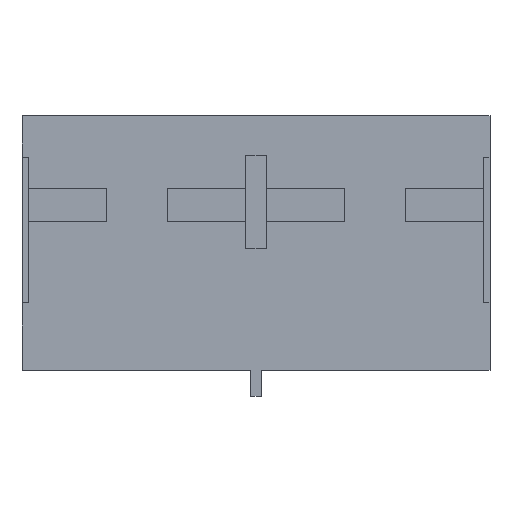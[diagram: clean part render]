
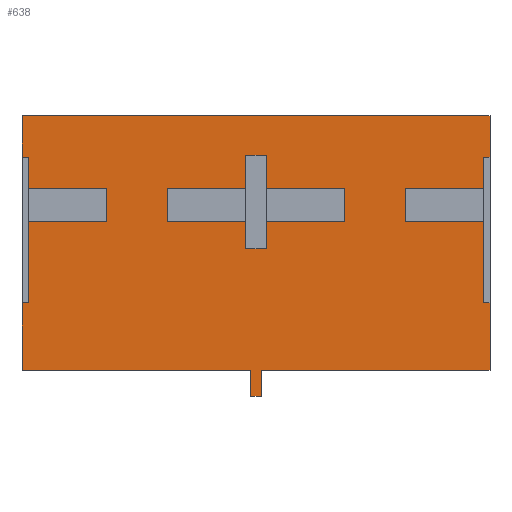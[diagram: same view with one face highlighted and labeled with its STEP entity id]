
A CAD part, front view. The second image highlights one B-rep face of the part: STEP entity #638.
In plain terms, the highlighted planar face has unit normal (0, -1, 0).
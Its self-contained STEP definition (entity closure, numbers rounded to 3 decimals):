
#154=CARTESIAN_POINT('',(85.,-90.0,-70.0));
#155=VERTEX_POINT('',#154);
#156=CARTESIAN_POINT('',(85.,-90.0,-102.0));
#157=VERTEX_POINT('',#156);
#158=CARTESIAN_POINT('',(85.,-90.0,-70.0));
#159=DIRECTION('',(0.0,0.0,-1.0));
#160=VECTOR('',#159,32.0);
#161=LINE('',#158,#160);
#162=EDGE_CURVE('',#155,#157,#161,.T.);
#194=CARTESIAN_POINT('',(10.,-90.0,-102.0));
#195=VERTEX_POINT('',#194);
#196=CARTESIAN_POINT('',(85.,-90.0,-102.));
#197=DIRECTION('',(-1.0,0.0,0.0));
#198=VECTOR('',#197,75.0);
#199=LINE('',#196,#198);
#200=EDGE_CURVE('',#157,#195,#199,.T.);
#225=CARTESIAN_POINT('',(10.,-90.0,-70.0));
#226=VERTEX_POINT('',#225);
#227=CARTESIAN_POINT('',(10.,-90.0,-70.0));
#228=DIRECTION('',(1.0,0.0,0.0));
#229=VECTOR('',#228,75.);
#230=LINE('',#227,#229);
#231=EDGE_CURVE('',#226,#155,#230,.T.);
#273=CARTESIAN_POINT('',(218.5,-90.0,-102.0));
#274=VERTEX_POINT('',#273);
#275=CARTESIAN_POINT('',(143.5,-90.0,-102.0));
#276=VERTEX_POINT('',#275);
#277=CARTESIAN_POINT('',(218.5,-90.0,-102.));
#278=DIRECTION('',(-1.0,0.0,0.0));
#279=VECTOR('',#278,75.);
#280=LINE('',#277,#279);
#281=EDGE_CURVE('',#274,#276,#280,.T.);
#313=CARTESIAN_POINT('',(143.5,-90.0,-70.0));
#314=VERTEX_POINT('',#313);
#315=CARTESIAN_POINT('',(143.5,-90.0,-102.));
#316=DIRECTION('',(0.0,0.0,1.0));
#317=VECTOR('',#316,32.);
#318=LINE('',#315,#317);
#319=EDGE_CURVE('',#276,#314,#318,.T.);
#344=CARTESIAN_POINT('',(218.5,-90.0,-70.0));
#345=VERTEX_POINT('',#344);
#346=CARTESIAN_POINT('',(143.5,-90.0,-70.0));
#347=DIRECTION('',(1.0,0.0,0.0));
#348=VECTOR('',#347,75.);
#349=LINE('',#346,#348);
#350=EDGE_CURVE('',#314,#345,#349,.T.);
#387=CARTESIAN_POINT('',(10.0,-90.0,-245.0));
#388=DIRECTION('',(0.0,-1.0,0.0));
#389=DIRECTION('',(0.0,0.0,-1.0));
#390=AXIS2_PLACEMENT_3D('',#387,#388,#389);
#391=PLANE('',#390);
#392=ORIENTED_EDGE('',*,*,#281,.T.);
#393=ORIENTED_EDGE('',*,*,#319,.T.);
#394=ORIENTED_EDGE('',*,*,#350,.T.);
#395=CARTESIAN_POINT('',(218.5,-90.0,-40.0));
#396=VERTEX_POINT('',#395);
#397=CARTESIAN_POINT('',(218.5,-90.0,-70.0));
#398=DIRECTION('',(0.0,0.0,1.0));
#399=VECTOR('',#398,30.0);
#400=LINE('',#397,#399);
#401=EDGE_CURVE('',#345,#396,#400,.T.);
#402=ORIENTED_EDGE('',*,*,#401,.T.);
#403=CARTESIAN_POINT('',(225.0,-90.0,-40.0));
#404=VERTEX_POINT('',#403);
#405=CARTESIAN_POINT('',(218.5,-90.0,-40.0));
#406=DIRECTION('',(1.0,0.0,0.0));
#407=VECTOR('',#406,6.5);
#408=LINE('',#405,#407);
#409=EDGE_CURVE('',#396,#404,#408,.T.);
#410=ORIENTED_EDGE('',*,*,#409,.T.);
#411=CARTESIAN_POINT('',(225.0,-90.0,0.0));
#412=VERTEX_POINT('',#411);
#413=CARTESIAN_POINT('',(225.0,-90.0,0.0));
#414=DIRECTION('',(0.0,0.0,-1.0));
#415=VECTOR('',#414,40.0);
#416=LINE('',#413,#415);
#417=EDGE_CURVE('',#412,#404,#416,.T.);
#418=ORIENTED_EDGE('',*,*,#417,.F.);
#419=CARTESIAN_POINT('',(-225.0,-90.0,0.0));
#420=VERTEX_POINT('',#419);
#421=CARTESIAN_POINT('',(225.0,-90.0,0.0));
#422=DIRECTION('',(-1.0,0.0,0.0));
#423=VECTOR('',#422,450.0);
#424=LINE('',#421,#423);
#425=EDGE_CURVE('',#412,#420,#424,.T.);
#426=ORIENTED_EDGE('',*,*,#425,.T.);
#427=CARTESIAN_POINT('',(-225.0,-90.0,-40.0));
#428=VERTEX_POINT('',#427);
#429=CARTESIAN_POINT('',(-225.0,-90.0,0.0));
#430=DIRECTION('',(0.0,0.0,-1.0));
#431=VECTOR('',#430,40.0);
#432=LINE('',#429,#431);
#433=EDGE_CURVE('',#420,#428,#432,.T.);
#434=ORIENTED_EDGE('',*,*,#433,.T.);
#435=CARTESIAN_POINT('',(-218.5,-90.0,-40.0));
#436=VERTEX_POINT('',#435);
#437=CARTESIAN_POINT('',(-225.0,-90.0,-40.0));
#438=DIRECTION('',(1.0,0.0,0.0));
#439=VECTOR('',#438,6.5);
#440=LINE('',#437,#439);
#441=EDGE_CURVE('',#428,#436,#440,.T.);
#442=ORIENTED_EDGE('',*,*,#441,.T.);
#443=CARTESIAN_POINT('',(-218.5,-90.0,-70.0));
#444=VERTEX_POINT('',#443);
#445=CARTESIAN_POINT('',(-218.5,-90.0,-40.0));
#446=DIRECTION('',(0.0,0.0,-1.0));
#447=VECTOR('',#446,30.0);
#448=LINE('',#445,#447);
#449=EDGE_CURVE('',#436,#444,#448,.T.);
#450=ORIENTED_EDGE('',*,*,#449,.T.);
#451=CARTESIAN_POINT('',(-143.5,-90.0,-70.0));
#452=VERTEX_POINT('',#451);
#453=CARTESIAN_POINT('',(-218.5,-90.0,-70.0));
#454=DIRECTION('',(1.0,0.0,0.0));
#455=VECTOR('',#454,75.0);
#456=LINE('',#453,#455);
#457=EDGE_CURVE('',#444,#452,#456,.T.);
#458=ORIENTED_EDGE('',*,*,#457,.T.);
#459=CARTESIAN_POINT('',(-143.5,-90.0,-102.0));
#460=VERTEX_POINT('',#459);
#461=CARTESIAN_POINT('',(-143.5,-90.0,-70.0));
#462=DIRECTION('',(0.0,0.0,-1.0));
#463=VECTOR('',#462,32.0);
#464=LINE('',#461,#463);
#465=EDGE_CURVE('',#452,#460,#464,.T.);
#466=ORIENTED_EDGE('',*,*,#465,.T.);
#467=CARTESIAN_POINT('',(-218.5,-90.0,-102.0));
#468=VERTEX_POINT('',#467);
#469=CARTESIAN_POINT('',(-143.5,-90.0,-102.));
#470=DIRECTION('',(-1.0,0.0,0.0));
#471=VECTOR('',#470,75.0);
#472=LINE('',#469,#471);
#473=EDGE_CURVE('',#460,#468,#472,.T.);
#474=ORIENTED_EDGE('',*,*,#473,.T.);
#475=CARTESIAN_POINT('',(-218.5,-90.0,-180.0));
#476=VERTEX_POINT('',#475);
#477=CARTESIAN_POINT('',(-218.5,-90.0,-102.0));
#478=DIRECTION('',(0.0,0.0,-1.0));
#479=VECTOR('',#478,78.0);
#480=LINE('',#477,#479);
#481=EDGE_CURVE('',#468,#476,#480,.T.);
#482=ORIENTED_EDGE('',*,*,#481,.T.);
#483=CARTESIAN_POINT('',(-225.0,-90.0,-180.0));
#484=VERTEX_POINT('',#483);
#485=CARTESIAN_POINT('',(-218.5,-90.0,-180.0));
#486=DIRECTION('',(-1.0,0.0,0.0));
#487=VECTOR('',#486,6.5);
#488=LINE('',#485,#487);
#489=EDGE_CURVE('',#476,#484,#488,.T.);
#490=ORIENTED_EDGE('',*,*,#489,.T.);
#491=CARTESIAN_POINT('',(-225.0,-90.0,-245.0));
#492=VERTEX_POINT('',#491);
#493=CARTESIAN_POINT('',(-225.0,-90.0,-180.0));
#494=DIRECTION('',(0.0,0.0,-1.0));
#495=VECTOR('',#494,65.0);
#496=LINE('',#493,#495);
#497=EDGE_CURVE('',#484,#492,#496,.T.);
#498=ORIENTED_EDGE('',*,*,#497,.T.);
#499=CARTESIAN_POINT('',(-5.0,-90.0,-245.0));
#500=VERTEX_POINT('',#499);
#501=CARTESIAN_POINT('',(-5.0,-90.0,-245.0));
#502=DIRECTION('',(-1.0,0.0,0.0));
#503=VECTOR('',#502,220.0);
#504=LINE('',#501,#503);
#505=EDGE_CURVE('',#500,#492,#504,.T.);
#506=ORIENTED_EDGE('',*,*,#505,.F.);
#507=CARTESIAN_POINT('',(-5.0,-90.0,-270.0));
#508=VERTEX_POINT('',#507);
#509=CARTESIAN_POINT('',(-5.0,-90.0,-270.0));
#510=DIRECTION('',(0.0,0.0,1.0));
#511=VECTOR('',#510,25.0);
#512=LINE('',#509,#511);
#513=EDGE_CURVE('',#508,#500,#512,.T.);
#514=ORIENTED_EDGE('',*,*,#513,.F.);
#515=CARTESIAN_POINT('',(5.0,-90.0,-270.0));
#516=VERTEX_POINT('',#515);
#517=CARTESIAN_POINT('',(5.0,-90.0,-270.0));
#518=DIRECTION('',(-1.0,0.0,0.0));
#519=VECTOR('',#518,10.0);
#520=LINE('',#517,#519);
#521=EDGE_CURVE('',#516,#508,#520,.T.);
#522=ORIENTED_EDGE('',*,*,#521,.F.);
#523=CARTESIAN_POINT('',(5.0,-90.0,-245.0));
#524=VERTEX_POINT('',#523);
#525=CARTESIAN_POINT('',(5.0,-90.0,-245.0));
#526=DIRECTION('',(0.0,0.0,-1.0));
#527=VECTOR('',#526,25.0);
#528=LINE('',#525,#527);
#529=EDGE_CURVE('',#524,#516,#528,.T.);
#530=ORIENTED_EDGE('',*,*,#529,.F.);
#531=CARTESIAN_POINT('',(225.0,-90.0,-245.0));
#532=VERTEX_POINT('',#531);
#533=CARTESIAN_POINT('',(225.0,-90.0,-245.0));
#534=DIRECTION('',(-1.0,0.0,0.0));
#535=VECTOR('',#534,220.0);
#536=LINE('',#533,#535);
#537=EDGE_CURVE('',#532,#524,#536,.T.);
#538=ORIENTED_EDGE('',*,*,#537,.F.);
#539=CARTESIAN_POINT('',(225.0,-90.0,-180.0));
#540=VERTEX_POINT('',#539);
#541=CARTESIAN_POINT('',(225.0,-90.0,-180.0));
#542=DIRECTION('',(0.0,0.0,-1.0));
#543=VECTOR('',#542,65.0);
#544=LINE('',#541,#543);
#545=EDGE_CURVE('',#540,#532,#544,.T.);
#546=ORIENTED_EDGE('',*,*,#545,.F.);
#547=CARTESIAN_POINT('',(218.5,-90.0,-180.0));
#548=VERTEX_POINT('',#547);
#549=CARTESIAN_POINT('',(225.0,-90.0,-180.0));
#550=DIRECTION('',(-1.0,0.0,0.0));
#551=VECTOR('',#550,6.5);
#552=LINE('',#549,#551);
#553=EDGE_CURVE('',#540,#548,#552,.T.);
#554=ORIENTED_EDGE('',*,*,#553,.T.);
#555=CARTESIAN_POINT('',(218.5,-90.0,-180.0));
#556=DIRECTION('',(0.0,0.0,1.0));
#557=VECTOR('',#556,78.0);
#558=LINE('',#555,#557);
#559=EDGE_CURVE('',#548,#274,#558,.T.);
#560=ORIENTED_EDGE('',*,*,#559,.T.);
#561=EDGE_LOOP('',(#392,#393,#394,#402,#410,#418,#426,#434,#442,#450,#458,#466,#474,#482,#490,#498,#506,#514,#522,#530,#538,#546,#554,#560));
#562=FACE_OUTER_BOUND('',#561,.T.);
#563=ORIENTED_EDGE('',*,*,#200,.T.);
#564=CARTESIAN_POINT('',(10.0,-90.0,-128.0));
#565=VERTEX_POINT('',#564);
#566=CARTESIAN_POINT('',(10.0,-90.0,-102.0));
#567=DIRECTION('',(0.0,0.0,-1.0));
#568=VECTOR('',#567,26.0);
#569=LINE('',#566,#568);
#570=EDGE_CURVE('',#195,#565,#569,.T.);
#571=ORIENTED_EDGE('',*,*,#570,.T.);
#572=CARTESIAN_POINT('',(-10.0,-90.0,-128.0));
#573=VERTEX_POINT('',#572);
#574=CARTESIAN_POINT('',(10.0,-90.0,-128.0));
#575=DIRECTION('',(-1.0,0.0,0.0));
#576=VECTOR('',#575,20.0);
#577=LINE('',#574,#576);
#578=EDGE_CURVE('',#565,#573,#577,.T.);
#579=ORIENTED_EDGE('',*,*,#578,.T.);
#580=CARTESIAN_POINT('',(-10.,-90.0,-102.0));
#581=VERTEX_POINT('',#580);
#582=CARTESIAN_POINT('',(-10.0,-90.0,-128.0));
#583=DIRECTION('',(0.0,0.0,1.0));
#584=VECTOR('',#583,26.);
#585=LINE('',#582,#584);
#586=EDGE_CURVE('',#573,#581,#585,.T.);
#587=ORIENTED_EDGE('',*,*,#586,.T.);
#588=CARTESIAN_POINT('',(-85.,-90.0,-102.0));
#589=VERTEX_POINT('',#588);
#590=CARTESIAN_POINT('',(-10.,-90.0,-102.));
#591=DIRECTION('',(-1.0,0.0,0.0));
#592=VECTOR('',#591,75.0);
#593=LINE('',#590,#592);
#594=EDGE_CURVE('',#581,#589,#593,.T.);
#595=ORIENTED_EDGE('',*,*,#594,.T.);
#596=CARTESIAN_POINT('',(-85.,-90.0,-70.0));
#597=VERTEX_POINT('',#596);
#598=CARTESIAN_POINT('',(-85.,-90.0,-102.));
#599=DIRECTION('',(0.0,0.0,1.0));
#600=VECTOR('',#599,32.);
#601=LINE('',#598,#600);
#602=EDGE_CURVE('',#589,#597,#601,.T.);
#603=ORIENTED_EDGE('',*,*,#602,.T.);
#604=CARTESIAN_POINT('',(-10.,-90.0,-70.0));
#605=VERTEX_POINT('',#604);
#606=CARTESIAN_POINT('',(-85.,-90.0,-70.0));
#607=DIRECTION('',(1.0,0.0,0.0));
#608=VECTOR('',#607,75.0);
#609=LINE('',#606,#608);
#610=EDGE_CURVE('',#597,#605,#609,.T.);
#611=ORIENTED_EDGE('',*,*,#610,.T.);
#612=CARTESIAN_POINT('',(-10.0,-90.0,-38.0));
#613=VERTEX_POINT('',#612);
#614=CARTESIAN_POINT('',(-10.0,-90.0,-70.0));
#615=DIRECTION('',(0.0,0.0,1.0));
#616=VECTOR('',#615,32.0);
#617=LINE('',#614,#616);
#618=EDGE_CURVE('',#605,#613,#617,.T.);
#619=ORIENTED_EDGE('',*,*,#618,.T.);
#620=CARTESIAN_POINT('',(10.0,-90.0,-38.0));
#621=VERTEX_POINT('',#620);
#622=CARTESIAN_POINT('',(-10.0,-90.0,-38.0));
#623=DIRECTION('',(1.0,0.0,0.0));
#624=VECTOR('',#623,20.0);
#625=LINE('',#622,#624);
#626=EDGE_CURVE('',#613,#621,#625,.T.);
#627=ORIENTED_EDGE('',*,*,#626,.T.);
#628=CARTESIAN_POINT('',(10.0,-90.0,-38.0));
#629=DIRECTION('',(0.0,0.0,-1.0));
#630=VECTOR('',#629,32.0);
#631=LINE('',#628,#630);
#632=EDGE_CURVE('',#621,#226,#631,.T.);
#633=ORIENTED_EDGE('',*,*,#632,.T.);
#634=ORIENTED_EDGE('',*,*,#231,.T.);
#635=ORIENTED_EDGE('',*,*,#162,.T.);
#636=EDGE_LOOP('',(#563,#571,#579,#587,#595,#603,#611,#619,#627,#633,#634,#635));
#637=FACE_BOUND('',#636,.T.);
#638=ADVANCED_FACE('',(#562,#637),#391,.T.);
